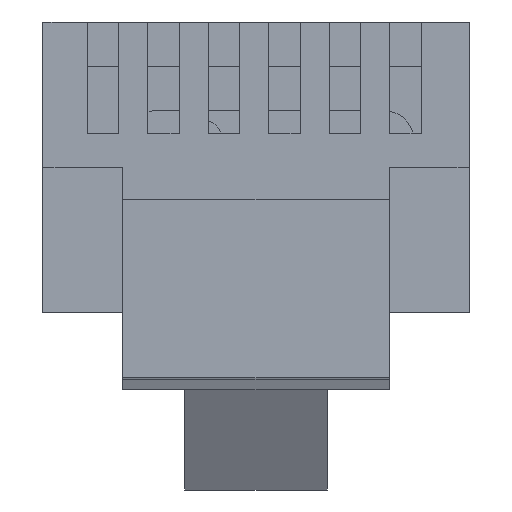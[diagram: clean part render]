
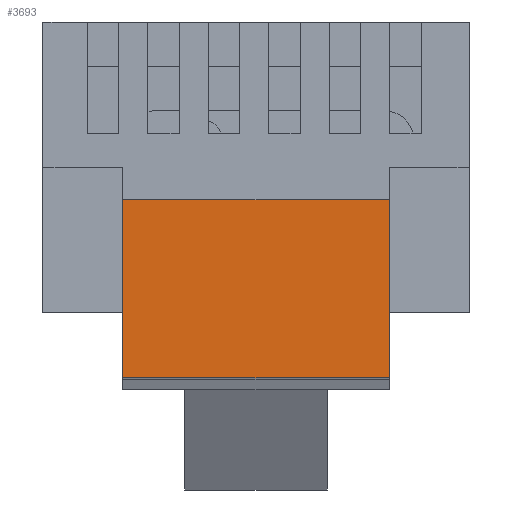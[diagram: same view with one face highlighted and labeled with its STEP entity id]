
A CAD part, front view. The second image highlights one B-rep face of the part: STEP entity #3693.
In plain terms, the highlighted planar face has unit normal (0, -1, 0).
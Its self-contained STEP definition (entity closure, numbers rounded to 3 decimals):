
#130 = VERTEX_POINT ( 'NONE', #4357 ) ;
#254 = CARTESIAN_POINT ( 'NONE',  ( 2.56, -49.812, 11.805 ) ) ;
#675 = AXIS2_PLACEMENT_3D ( 'NONE', #1683, #4721, #2110 ) ;
#689 = EDGE_CURVE ( 'NONE', #3958, #3190, #3093, .T. ) ;
#697 = VECTOR ( 'NONE', #4236, 1000. ) ;
#845 = ORIENTED_EDGE ( 'NONE', *, *, #1358, .T. ) ;
#1177 = EDGE_CURVE ( 'NONE', #3190, #130, #2163, .T. ) ;
#1211 = DIRECTION ( 'NONE',  ( -1., 0., 0. ) ) ;
#1263 = ORIENTED_EDGE ( 'NONE', *, *, #689, .T. ) ;
#1358 = EDGE_CURVE ( 'NONE', #130, #5720, #2212, .T. ) ;
#1560 = EDGE_CURVE ( 'NONE', #5720, #3958, #5340, .T. ) ;
#1683 = CARTESIAN_POINT ( 'NONE',  ( 4.35, -49.812, 13.285 ) ) ;
#2090 = PLANE ( 'NONE',  #675 ) ;
#2110 = DIRECTION ( 'NONE',  ( 0., 0., 1. ) ) ;
#2163 = LINE ( 'NONE', #4276, #3178 ) ;
#2200 = CARTESIAN_POINT ( 'NONE',  ( 2.56, -49.812, 11.805 ) ) ;
#2212 = LINE ( 'NONE', #2838, #4525 ) ;
#2751 = ORIENTED_EDGE ( 'NONE', *, *, #1560, .T. ) ;
#2819 = DIRECTION ( 'NONE',  ( 0., 0., -1. ) ) ;
#2838 = CARTESIAN_POINT ( 'NONE',  ( -3.44, -49.812, 11.805 ) ) ;
#3093 = LINE ( 'NONE', #2200, #5399 ) ;
#3178 = VECTOR ( 'NONE', #1211, 1000. ) ;
#3190 = VERTEX_POINT ( 'NONE', #5569 ) ;
#3408 = FACE_OUTER_BOUND ( 'NONE', #3501, .T. ) ;
#3501 = EDGE_LOOP ( 'NONE', ( #1263, #4354, #845, #2751 ) ) ;
#3535 = CARTESIAN_POINT ( 'NONE',  ( 2.56, -49.812, 11.805 ) ) ;
#3693 = ADVANCED_FACE ( 'NONE', ( #3408 ), #2090, .T. ) ;
#3958 = VERTEX_POINT ( 'NONE', #3535 ) ;
#4236 = DIRECTION ( 'NONE',  ( 1., 0., 0. ) ) ;
#4276 = CARTESIAN_POINT ( 'NONE',  ( 2.56, -49.812, 15.805 ) ) ;
#4354 = ORIENTED_EDGE ( 'NONE', *, *, #1177, .T. ) ;
#4357 = CARTESIAN_POINT ( 'NONE',  ( -3.44, -49.812, 15.805 ) ) ;
#4525 = VECTOR ( 'NONE', #2819, 1000. ) ;
#4721 = DIRECTION ( 'NONE',  ( 0., -1., 0. ) ) ;
#5053 = CARTESIAN_POINT ( 'NONE',  ( -3.44, -49.812, 11.805 ) ) ;
#5267 = DIRECTION ( 'NONE',  ( 0., 0., 1. ) ) ;
#5340 = LINE ( 'NONE', #254, #697 ) ;
#5399 = VECTOR ( 'NONE', #5267, 1000. ) ;
#5569 = CARTESIAN_POINT ( 'NONE',  ( 2.56, -49.812, 15.805 ) ) ;
#5720 = VERTEX_POINT ( 'NONE', #5053 ) ;
